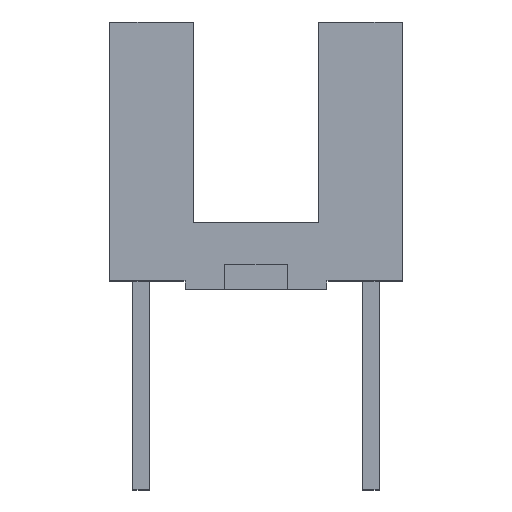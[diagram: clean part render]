
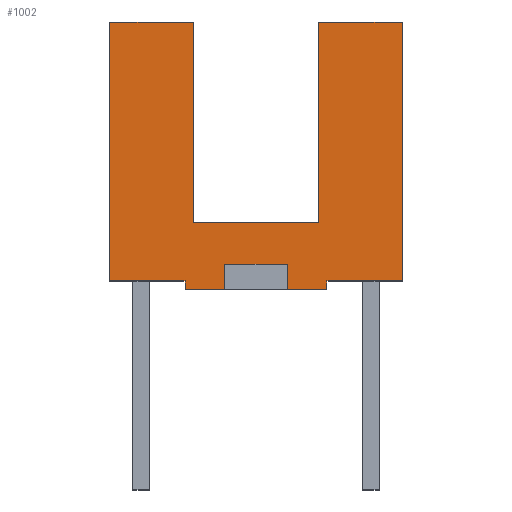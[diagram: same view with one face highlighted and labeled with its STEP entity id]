
A CAD part, top view. The second image highlights one B-rep face of the part: STEP entity #1002.
In plain terms, the highlighted planar face has unit normal (0, 0, 1).
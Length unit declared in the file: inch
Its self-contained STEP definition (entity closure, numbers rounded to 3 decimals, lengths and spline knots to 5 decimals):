
#28 = ORIENTED_EDGE ( 'NONE', *, *, #1168, .F. ) ;
#34 = EDGE_CURVE ( 'NONE', #1712, #2100, #331, .T. ) ;
#40 = CARTESIAN_POINT ( 'NONE',  ( -0.075, 0.08, 0.105 ) ) ;
#44 = CARTESIAN_POINT ( 'NONE',  ( 0.085, 0.01, 0.105 ) ) ;
#65 = ORIENTED_EDGE ( 'NONE', *, *, #1723, .F. ) ;
#88 = CARTESIAN_POINT ( 'NONE',  ( 0.0375, 0., 0.105 ) ) ;
#90 = VECTOR ( 'NONE', #567, 39.37008 ) ;
#97 = AXIS2_PLACEMENT_3D ( 'NONE', #703, #2170, #565 ) ;
#114 = ORIENTED_EDGE ( 'NONE', *, *, #2597, .F. ) ;
#135 = CARTESIAN_POINT ( 'NONE',  ( -0.175, 0.32, 0.105 ) ) ;
#197 = VECTOR ( 'NONE', #1674, 39.37008 ) ;
#218 = CARTESIAN_POINT ( 'NONE',  ( -0.075, 0.32, 0.105 ) ) ;
#224 = LINE ( 'NONE', #326, #1561 ) ;
#273 = VERTEX_POINT ( 'NONE', #1705 ) ;
#292 = CARTESIAN_POINT ( 'NONE',  ( 0.0375, 0.03, 0.105 ) ) ;
#326 = CARTESIAN_POINT ( 'NONE',  ( -0.085, 0.01, 0.105 ) ) ;
#331 = LINE ( 'NONE', #292, #1200 ) ;
#360 = ORIENTED_EDGE ( 'NONE', *, *, #910, .F. ) ;
#385 = CARTESIAN_POINT ( 'NONE',  ( 0.085, 0., 0.105 ) ) ;
#452 = DIRECTION ( 'NONE',  ( 0., -1., 0. ) ) ;
#465 = DIRECTION ( 'NONE',  ( 1., 0., 0. ) ) ;
#472 = PLANE ( 'NONE',  #97 ) ;
#523 = CARTESIAN_POINT ( 'NONE',  ( -0.085, 0., 0.105 ) ) ;
#559 = CARTESIAN_POINT ( 'NONE',  ( -0.075, 0.08, 0.105 ) ) ;
#565 = DIRECTION ( 'NONE',  ( -1., 0., 0. ) ) ;
#567 = DIRECTION ( 'NONE',  ( 1., 0., 0. ) ) ;
#571 = FACE_OUTER_BOUND ( 'NONE', #2006, .T. ) ;
#609 = VERTEX_POINT ( 'NONE', #523 ) ;
#652 = ORIENTED_EDGE ( 'NONE', *, *, #1605, .F. ) ;
#663 = CARTESIAN_POINT ( 'NONE',  ( 0.175, 0.01, 0.105 ) ) ;
#666 = ORIENTED_EDGE ( 'NONE', *, *, #2344, .F. ) ;
#699 = VERTEX_POINT ( 'NONE', #559 ) ;
#703 = CARTESIAN_POINT ( 'NONE',  ( -0.175, 0.32, 0.105 ) ) ;
#704 = LINE ( 'NONE', #2401, #2064 ) ;
#705 = EDGE_CURVE ( 'NONE', #709, #1502, #1310, .T. ) ;
#709 = VERTEX_POINT ( 'NONE', #872 ) ;
#781 = EDGE_CURVE ( 'NONE', #2437, #1302, #224, .T. ) ;
#793 = LINE ( 'NONE', #2066, #2237 ) ;
#872 = CARTESIAN_POINT ( 'NONE',  ( 0.175, 0.32, 0.105 ) ) ;
#890 = ORIENTED_EDGE ( 'NONE', *, *, #1956, .F. ) ;
#899 = LINE ( 'NONE', #2329, #197 ) ;
#904 = ORIENTED_EDGE ( 'NONE', *, *, #34, .T. ) ;
#910 = EDGE_CURVE ( 'NONE', #273, #1195, #2159, .T. ) ;
#917 = DIRECTION ( 'NONE',  ( 0., -1., 0. ) ) ;
#962 = EDGE_CURVE ( 'NONE', #609, #3460, #899, .T. ) ;
#1002 = ADVANCED_FACE ( 'NONE', ( #571 ), #472, .F. ) ;
#1088 = CARTESIAN_POINT ( 'NONE',  ( -0.075, 0.32, 0.105 ) ) ;
#1140 = VECTOR ( 'NONE', #465, 39.37008 ) ;
#1168 = EDGE_CURVE ( 'NONE', #609, #2437, #1665, .T. ) ;
#1172 = VERTEX_POINT ( 'NONE', #3256 ) ;
#1193 = VECTOR ( 'NONE', #1316, 39.37008 ) ;
#1195 = VERTEX_POINT ( 'NONE', #2864 ) ;
#1200 = VECTOR ( 'NONE', #2541, 39.37008 ) ;
#1262 = CARTESIAN_POINT ( 'NONE',  ( -0.0375, 0.03, 0.105 ) ) ;
#1270 = ORIENTED_EDGE ( 'NONE', *, *, #3283, .F. ) ;
#1302 = VERTEX_POINT ( 'NONE', #2750 ) ;
#1310 = LINE ( 'NONE', #2929, #2039 ) ;
#1316 = DIRECTION ( 'NONE',  ( -1., 0., 0. ) ) ;
#1462 = VERTEX_POINT ( 'NONE', #44 ) ;
#1469 = CARTESIAN_POINT ( 'NONE',  ( 0.085, 0., 0.105 ) ) ;
#1502 = VERTEX_POINT ( 'NONE', #663 ) ;
#1518 = VERTEX_POINT ( 'NONE', #385 ) ;
#1561 = VECTOR ( 'NONE', #2220, 39.37008 ) ;
#1605 = EDGE_CURVE ( 'NONE', #1712, #2513, #2645, .T. ) ;
#1607 = LINE ( 'NONE', #40, #90 ) ;
#1623 = DIRECTION ( 'NONE',  ( 0., -1., 0. ) ) ;
#1665 = LINE ( 'NONE', #2434, #2299 ) ;
#1674 = DIRECTION ( 'NONE',  ( 1., 0., 0. ) ) ;
#1705 = CARTESIAN_POINT ( 'NONE',  ( 0.075, 0.08, 0.105 ) ) ;
#1712 = VERTEX_POINT ( 'NONE', #2457 ) ;
#1723 = EDGE_CURVE ( 'NONE', #2163, #699, #1737, .T. ) ;
#1737 = LINE ( 'NONE', #1088, #3206 ) ;
#1836 = EDGE_CURVE ( 'NONE', #1172, #2163, #2424, .T. ) ;
#1956 = EDGE_CURVE ( 'NONE', #699, #273, #1607, .T. ) ;
#1974 = CARTESIAN_POINT ( 'NONE',  ( -0.0375, 0., 0.105 ) ) ;
#1978 = ORIENTED_EDGE ( 'NONE', *, *, #2781, .T. ) ;
#2006 = EDGE_LOOP ( 'NONE', ( #2740, #1270, #652, #904, #1978, #666, #2173, #3000, #114, #360, #890, #65, #3047, #2871, #3154, #28 ) ) ;
#2039 = VECTOR ( 'NONE', #2565, 39.37008 ) ;
#2041 = VECTOR ( 'NONE', #917, 39.37008 ) ;
#2064 = VECTOR ( 'NONE', #3232, 39.37008 ) ;
#2066 = CARTESIAN_POINT ( 'NONE',  ( -0.175, 0.32, 0.105 ) ) ;
#2087 = VECTOR ( 'NONE', #2528, 39.37008 ) ;
#2100 = VERTEX_POINT ( 'NONE', #88 ) ;
#2159 = LINE ( 'NONE', #3406, #2087 ) ;
#2163 = VERTEX_POINT ( 'NONE', #218 ) ;
#2170 = DIRECTION ( 'NONE',  ( 0., 0., -1. ) ) ;
#2173 = ORIENTED_EDGE ( 'NONE', *, *, #3365, .F. ) ;
#2220 = DIRECTION ( 'NONE',  ( -1., 0., 0. ) ) ;
#2237 = VECTOR ( 'NONE', #452, 39.37008 ) ;
#2299 = VECTOR ( 'NONE', #3145, 39.37008 ) ;
#2329 = CARTESIAN_POINT ( 'NONE',  ( -0.175, 0., 0.105 ) ) ;
#2338 = VECTOR ( 'NONE', #2797, 39.37008 ) ;
#2344 = EDGE_CURVE ( 'NONE', #1462, #1518, #2768, .T. ) ;
#2375 = CARTESIAN_POINT ( 'NONE',  ( -0.175, 0.32, 0.105 ) ) ;
#2401 = CARTESIAN_POINT ( 'NONE',  ( 0.175, 0.01, 0.105 ) ) ;
#2414 = VECTOR ( 'NONE', #3025, 39.37008 ) ;
#2424 = LINE ( 'NONE', #135, #2338 ) ;
#2434 = CARTESIAN_POINT ( 'NONE',  ( -0.085, 0.01, 0.105 ) ) ;
#2437 = VERTEX_POINT ( 'NONE', #3167 ) ;
#2457 = CARTESIAN_POINT ( 'NONE',  ( 0.0375, 0.03, 0.105 ) ) ;
#2513 = VERTEX_POINT ( 'NONE', #1262 ) ;
#2528 = DIRECTION ( 'NONE',  ( 0., 1., 0. ) ) ;
#2541 = DIRECTION ( 'NONE',  ( 0., -1., 0. ) ) ;
#2565 = DIRECTION ( 'NONE',  ( 0., -1., 0. ) ) ;
#2592 = LINE ( 'NONE', #2375, #1140 ) ;
#2597 = EDGE_CURVE ( 'NONE', #1195, #709, #2592, .T. ) ;
#2645 = LINE ( 'NONE', #2959, #1193 ) ;
#2736 = CARTESIAN_POINT ( 'NONE',  ( -0.175, 0., 0.105 ) ) ;
#2740 = ORIENTED_EDGE ( 'NONE', *, *, #962, .T. ) ;
#2750 = CARTESIAN_POINT ( 'NONE',  ( -0.175, 0.01, 0.105 ) ) ;
#2768 = LINE ( 'NONE', #1469, #2041 ) ;
#2781 = EDGE_CURVE ( 'NONE', #2100, #1518, #3234, .T. ) ;
#2797 = DIRECTION ( 'NONE',  ( 1., 0., 0. ) ) ;
#2864 = CARTESIAN_POINT ( 'NONE',  ( 0.075, 0.32, 0.105 ) ) ;
#2871 = ORIENTED_EDGE ( 'NONE', *, *, #2944, .T. ) ;
#2929 = CARTESIAN_POINT ( 'NONE',  ( 0.175, 0.32, 0.105 ) ) ;
#2932 = DIRECTION ( 'NONE',  ( 0., -1., 0. ) ) ;
#2944 = EDGE_CURVE ( 'NONE', #1172, #1302, #793, .T. ) ;
#2959 = CARTESIAN_POINT ( 'NONE',  ( -0.0375, 0.03, 0.105 ) ) ;
#3000 = ORIENTED_EDGE ( 'NONE', *, *, #705, .F. ) ;
#3025 = DIRECTION ( 'NONE',  ( 1., 0., 0. ) ) ;
#3047 = ORIENTED_EDGE ( 'NONE', *, *, #1836, .F. ) ;
#3145 = DIRECTION ( 'NONE',  ( 0., 1., 0. ) ) ;
#3154 = ORIENTED_EDGE ( 'NONE', *, *, #781, .F. ) ;
#3167 = CARTESIAN_POINT ( 'NONE',  ( -0.085, 0.01, 0.105 ) ) ;
#3196 = CARTESIAN_POINT ( 'NONE',  ( -0.0375, 0.03, 0.105 ) ) ;
#3206 = VECTOR ( 'NONE', #1623, 39.37008 ) ;
#3224 = VECTOR ( 'NONE', #2932, 39.37008 ) ;
#3232 = DIRECTION ( 'NONE',  ( -1., 0., 0. ) ) ;
#3234 = LINE ( 'NONE', #2736, #2414 ) ;
#3256 = CARTESIAN_POINT ( 'NONE',  ( -0.175, 0.32, 0.105 ) ) ;
#3283 = EDGE_CURVE ( 'NONE', #2513, #3460, #3301, .T. ) ;
#3301 = LINE ( 'NONE', #3196, #3224 ) ;
#3365 = EDGE_CURVE ( 'NONE', #1502, #1462, #704, .T. ) ;
#3406 = CARTESIAN_POINT ( 'NONE',  ( 0.075, 0.32, 0.105 ) ) ;
#3460 = VERTEX_POINT ( 'NONE', #1974 ) ;
